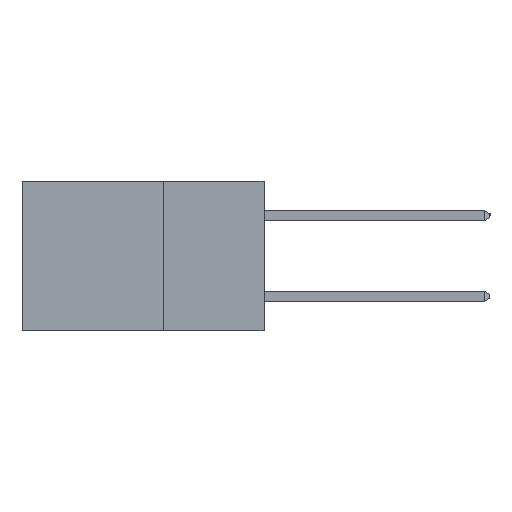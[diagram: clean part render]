
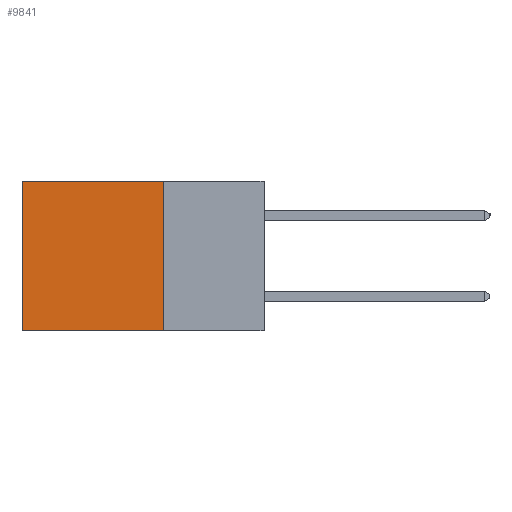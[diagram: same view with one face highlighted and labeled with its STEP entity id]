
A CAD part, left-side view. The second image highlights one B-rep face of the part: STEP entity #9841.
In plain terms, the highlighted planar face has unit normal (-1, 0, 0).
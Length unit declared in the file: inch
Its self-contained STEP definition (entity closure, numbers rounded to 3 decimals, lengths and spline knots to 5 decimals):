
#324 = VECTOR ( 'NONE', #3269, 39.37008 ) ;
#907 = FACE_OUTER_BOUND ( 'NONE', #2096, .T. ) ;
#1104 = DIRECTION ( 'NONE',  ( 0., 0., -1. ) ) ;
#1161 = CARTESIAN_POINT ( 'NONE',  ( 0.2615, 0.25, 0. ) ) ;
#1224 = VERTEX_POINT ( 'NONE', #5775 ) ;
#1506 = CARTESIAN_POINT ( 'NONE',  ( 0.2615, 0.6, 0. ) ) ;
#2096 = EDGE_LOOP ( 'NONE', ( #2645, #3364, #7996, #4020 ) ) ;
#2645 = ORIENTED_EDGE ( 'NONE', *, *, #9410, .T. ) ;
#3204 = VERTEX_POINT ( 'NONE', #1506 ) ;
#3210 = CARTESIAN_POINT ( 'NONE',  ( 0.2615, 0.25, -0.37 ) ) ;
#3269 = DIRECTION ( 'NONE',  ( 0., 0., -1. ) ) ;
#3364 = ORIENTED_EDGE ( 'NONE', *, *, #10226, .F. ) ;
#3569 = PLANE ( 'NONE',  #7015 ) ;
#3647 = CARTESIAN_POINT ( 'NONE',  ( 0.2615, 0.25, -0.37 ) ) ;
#3892 = LINE ( 'NONE', #5765, #6856 ) ;
#4020 = ORIENTED_EDGE ( 'NONE', *, *, #4067, .T. ) ;
#4067 = EDGE_CURVE ( 'NONE', #7224, #3204, #9402, .T. ) ;
#4245 = CARTESIAN_POINT ( 'NONE',  ( 0.2615, 0.6, -0.37 ) ) ;
#5765 = CARTESIAN_POINT ( 'NONE',  ( 0.2615, 0.25, -0.37 ) ) ;
#5775 = CARTESIAN_POINT ( 'NONE',  ( 0.2615, 0.6, -0.37 ) ) ;
#5852 = LINE ( 'NONE', #4245, #7859 ) ;
#6011 = DIRECTION ( 'NONE',  ( 0., 0., -1. ) ) ;
#6775 = CARTESIAN_POINT ( 'NONE',  ( 0.2615, 0.25, 0. ) ) ;
#6856 = VECTOR ( 'NONE', #7178, 39.37008 ) ;
#7015 = AXIS2_PLACEMENT_3D ( 'NONE', #10146, #8460, #1104 ) ;
#7178 = DIRECTION ( 'NONE',  ( 0., 1., 0. ) ) ;
#7224 = VERTEX_POINT ( 'NONE', #6775 ) ;
#7414 = VERTEX_POINT ( 'NONE', #3647 ) ;
#7859 = VECTOR ( 'NONE', #6011, 39.37008 ) ;
#7996 = ORIENTED_EDGE ( 'NONE', *, *, #9758, .F. ) ;
#8460 = DIRECTION ( 'NONE',  ( 1., 0., 0. ) ) ;
#9402 = LINE ( 'NONE', #1161, #10397 ) ;
#9410 = EDGE_CURVE ( 'NONE', #3204, #1224, #5852, .T. ) ;
#9758 = EDGE_CURVE ( 'NONE', #7224, #7414, #10581, .T. ) ;
#9841 = ADVANCED_FACE ( 'NONE', ( #907 ), #3569, .F. ) ;
#10146 = CARTESIAN_POINT ( 'NONE',  ( 0.2615, 0.25, -0.37 ) ) ;
#10149 = DIRECTION ( 'NONE',  ( 0., 1., 0. ) ) ;
#10226 = EDGE_CURVE ( 'NONE', #7414, #1224, #3892, .T. ) ;
#10397 = VECTOR ( 'NONE', #10149, 39.37008 ) ;
#10581 = LINE ( 'NONE', #3210, #324 ) ;
